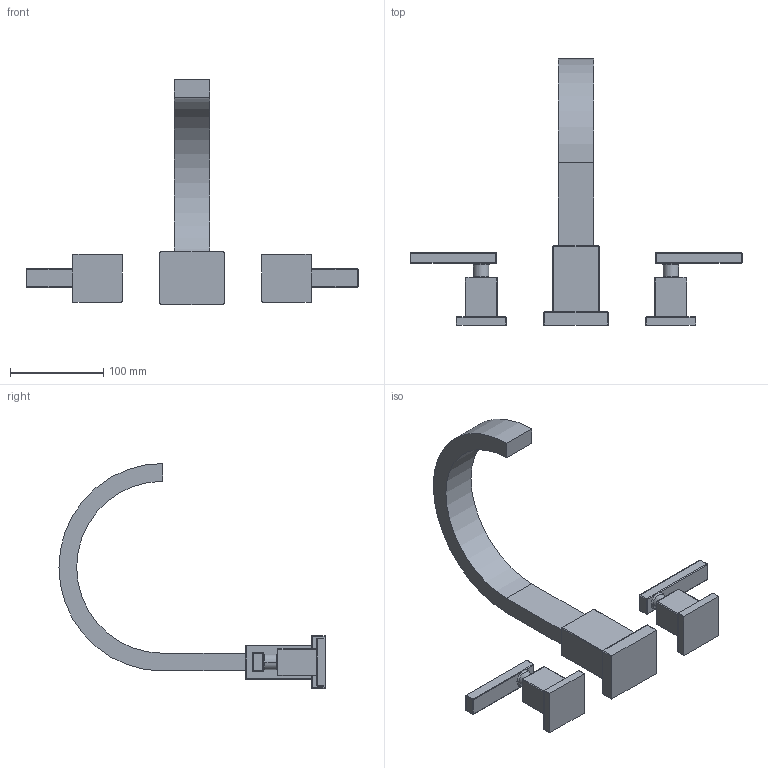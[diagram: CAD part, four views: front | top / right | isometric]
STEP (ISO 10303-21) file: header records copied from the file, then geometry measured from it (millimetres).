
FILE_DESCRIPTION((''),'2;1');
FILE_NAME('3-2046','2021-03-12T14:18:56',('jinson.thomas'),(''),'CREO PARAMETRIC BY PTC INC, 2018400','CREO PARAMETRIC BY PTC INC, 2018400','');
FILE_SCHEMA(('CONFIG_CONTROL_DESIGN'));
Length unit declared in the file: inch
Products named in the file (1): 3-2046
Bounding box: 355.6 x 285.08 x 241.05 mm (x, y, z)
Volume: 662551.4 mm3; surface area: 108331 mm2
Topology: 3 solids, 3 shells, 188 faces, 390 edges, 216 vertices
Faces by surface type: cylinder 86, plane 54, sphere 40, bspline 4, torus 4
Entity records: 5082 total; most frequent: CARTESIAN_POINT 990, DIRECTION 934, ORIENTED_EDGE 780, EDGE_CURVE 390, AXIS2_PLACEMENT_3D 368, VERTEX_POINT 216, VECTOR 198, LINE 198
